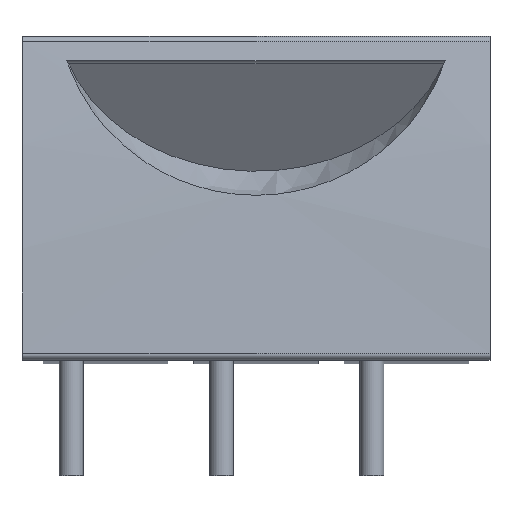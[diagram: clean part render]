
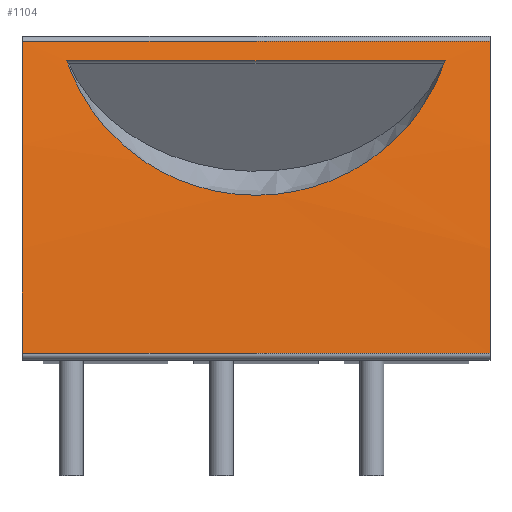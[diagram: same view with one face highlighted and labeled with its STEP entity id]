
A CAD part, top view. The second image highlights one B-rep face of the part: STEP entity #1104.
In plain terms, the highlighted cylindrical face has radius 200 mm (diameter 400 mm), a partial arc.
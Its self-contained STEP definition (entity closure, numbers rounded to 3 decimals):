
#1041=B_SPLINE_CURVE_WITH_KNOTS('',3,(#4565,#4566,#4567,#4568,#4569,#4570,
#4571,#4572,#4573,#4574,#4575,#4576,#4577,#4578),.UNSPECIFIED.,.F.,.F.,
(4,2,2,2,2,2,4),(0.,0.125,0.25,0.5,0.75,0.875,1.),.UNSPECIFIED.);
#1051=FACE_BOUND('',#1376,.T.);
#1052=FACE_BOUND('',#1377,.T.);
#1104=ADVANCED_FACE('NONE',(#1051,#1052),#1202,.T.);
#1202=CYLINDRICAL_SURFACE('',#3431,200.);
#1376=EDGE_LOOP('',(#2324,#2325,#2326,#2327));
#1377=EDGE_LOOP('',(#2328,#2329));
#1545=LINE('',#4373,#1842);
#1620=LINE('',#4561,#1917);
#1621=LINE('',#4562,#1918);
#1842=VECTOR('',#3673,1.);
#1917=VECTOR('',#3818,1.);
#1918=VECTOR('',#3819,1.);
#2324=ORIENTED_EDGE('',*,*,#3075,.T.);
#2325=ORIENTED_EDGE('',*,*,#3157,.T.);
#2326=ORIENTED_EDGE('',*,*,#3068,.F.);
#2327=ORIENTED_EDGE('',*,*,#3072,.F.);
#2328=ORIENTED_EDGE('',*,*,#3158,.T.);
#2329=ORIENTED_EDGE('',*,*,#3159,.T.);
#2830=VERTEX_POINT('',#4364);
#2831=VERTEX_POINT('',#4366);
#2833=VERTEX_POINT('',#4372);
#2836=VERTEX_POINT('',#4379);
#2886=VERTEX_POINT('',#4563);
#2887=VERTEX_POINT('',#4564);
#3068=EDGE_CURVE('NONE',#2830,#2831,#3336,.T.);
#3072=EDGE_CURVE('NONE',#2833,#2830,#1545,.T.);
#3075=EDGE_CURVE('NONE',#2833,#2836,#3340,.T.);
#3157=EDGE_CURVE('NONE',#2836,#2831,#1620,.T.);
#3158=EDGE_CURVE('NONE',#2886,#2887,#1621,.T.);
#3159=EDGE_CURVE('NONE',#2887,#2886,#1041,.T.);
#3336=CIRCLE('',#3392,200.);
#3340=CIRCLE('',#3398,200.);
#3392=AXIS2_PLACEMENT_3D('',#4365,#3664,#3665);
#3398=AXIS2_PLACEMENT_3D('',#4380,#3679,#3680);
#3431=AXIS2_PLACEMENT_3D('',#4579,#3820,#3821);
#3664=DIRECTION('',(1.,0.,0.));
#3665=DIRECTION('',(0.,1.,0.));
#3673=DIRECTION('',(1.,0.,0.));
#3679=DIRECTION('',(1.,0.,0.));
#3680=DIRECTION('',(0.,1.,0.));
#3818=DIRECTION('',(1.,0.,0.));
#3819=DIRECTION('',(1.,0.,0.));
#3820=DIRECTION('',(-1.,0.,0.));
#3821=DIRECTION('',(0.,1.,0.));
#4364=CARTESIAN_POINT('',(44.8,41.535,49.477));
#4365=CARTESIAN_POINT('',(44.8,-3.585,-145.368));
#4366=CARTESIAN_POINT('',(44.8,11.646,54.052));
#4372=CARTESIAN_POINT('',(0.,41.535,49.477));
#4373=CARTESIAN_POINT('',(0.,41.535,49.477));
#4379=CARTESIAN_POINT('',(0.,11.646,54.052));
#4380=CARTESIAN_POINT('',(0.,-3.585,-145.368));
#4561=CARTESIAN_POINT('',(0.,11.646,54.052));
#4562=CARTESIAN_POINT('',(0.,39.673,49.898));
#4563=CARTESIAN_POINT('',(4.3,39.673,49.898));
#4564=CARTESIAN_POINT('',(40.5,39.673,49.898));
#4565=CARTESIAN_POINT('',(40.5,39.673,49.898));
#4566=CARTESIAN_POINT('',(39.894,37.831,50.307));
#4567=CARTESIAN_POINT('',(38.96,36.063,50.67));
#4568=CARTESIAN_POINT('',(36.592,32.891,51.285));
#4569=CARTESIAN_POINT('',(35.183,31.515,51.532));
#4570=CARTESIAN_POINT('',(30.325,28.055,52.128));
#4571=CARTESIAN_POINT('',(26.396,26.796,52.312));
#4572=CARTESIAN_POINT('',(18.408,26.795,52.312));
#4573=CARTESIAN_POINT('',(14.485,28.048,52.129));
#4574=CARTESIAN_POINT('',(9.611,31.519,51.531));
#4575=CARTESIAN_POINT('',(8.23,32.862,51.291));
#4576=CARTESIAN_POINT('',(5.812,36.1,50.663));
#4577=CARTESIAN_POINT('',(4.905,37.832,50.306));
#4578=CARTESIAN_POINT('',(4.3,39.673,49.898));
#4579=CARTESIAN_POINT('',(0.,-3.585,-145.368));
